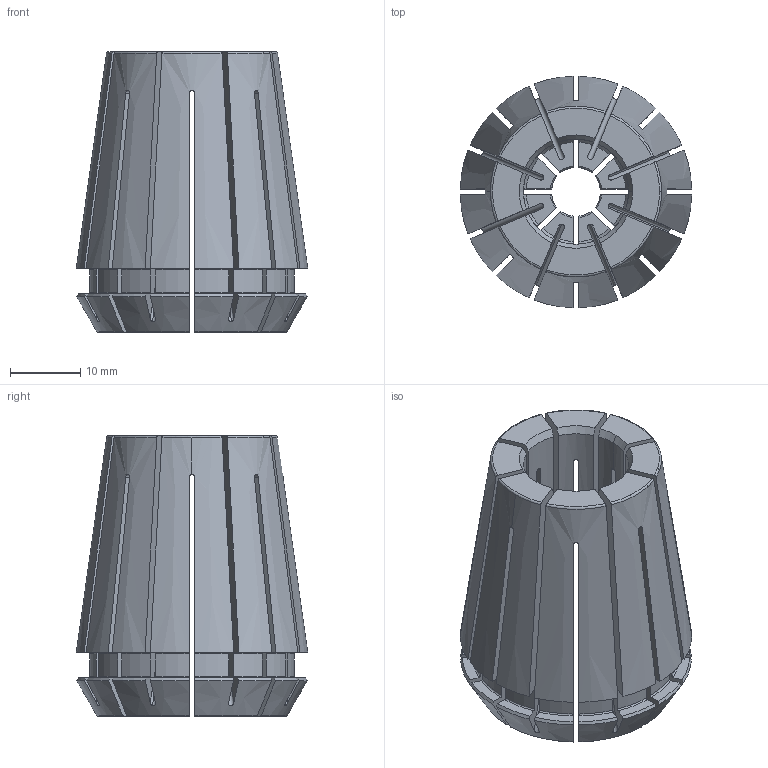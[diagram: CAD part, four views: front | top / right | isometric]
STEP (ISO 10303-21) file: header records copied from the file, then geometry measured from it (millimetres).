
FILE_DESCRIPTION(/* description */ ('Alibre Inc.'),/* implementation_level */ '2;1');
FILE_NAME(/* name */ 'export-A122835F-0DB5-4154-B4CB-60E41F79DC2B',/* time_stamp */ '2024-01-20T11:05:57+01:00',/* author */ (''),/* organization */ (''),/* preprocessor_version */ 'ST-DEVELOPER v17',/* originating_system */ 'Alibre',/* authorisation */ '');
FILE_SCHEMA (('AUTOMOTIVE_DESIGN'));
Length unit declared in the file: millimetre
Products named in the file (1): NOCUT
Bounding box: 32.99 x 32.99 x 40 mm (x, y, z)
Volume: 19194 mm3; surface area: 14473.9 mm2
Topology: 1 solids, 1 shells, 265 faces, 794 edges, 529 vertices
Faces by surface type: plane 88, cone 66, torus 57, cylinder 54
Entity records: 9111 total; most frequent: CARTESIAN_POINT 2241, ORIENTED_EDGE 1588, DIRECTION 1247, EDGE_CURVE 794, AXIS2_PLACEMENT_3D 540, VERTEX_POINT 529, VECTOR 312, LINE 312
